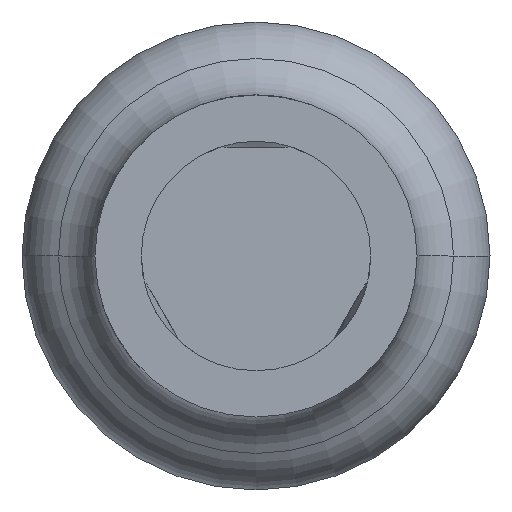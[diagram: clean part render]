
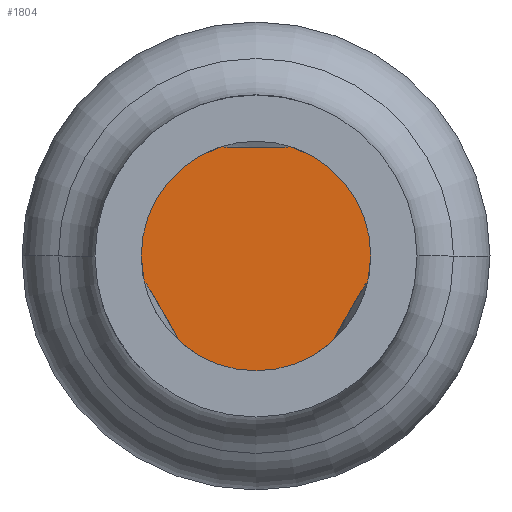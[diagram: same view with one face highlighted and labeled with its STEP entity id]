
A CAD part, front view. The second image highlights one B-rep face of the part: STEP entity #1804.
In plain terms, the highlighted planar face has unit normal (0, -1, 0).
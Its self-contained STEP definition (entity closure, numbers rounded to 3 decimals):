
#279 = CARTESIAN_POINT ( 'NONE',  ( 0., -24.7, 0. ) ) ;
#751 = DIRECTION ( 'NONE',  ( 0., 1., 0. ) ) ;
#1195 = FACE_OUTER_BOUND ( 'NONE', #5974, .T. ) ;
#1263 = AXIS2_PLACEMENT_3D ( 'NONE', #5723, #1289, #4746 ) ;
#1289 = DIRECTION ( 'NONE',  ( 0., 1., 0. ) ) ;
#1577 = DIRECTION ( 'NONE',  ( 1., 0., 0. ) ) ;
#1602 = DIRECTION ( 'NONE',  ( 0., 1., 0. ) ) ;
#1804 = ADVANCED_FACE ( 'Defeature ausgef�hrt1_42', ( #1195 ), #3774, .F. ) ;
#1817 = ORIENTED_EDGE ( 'NONE', *, *, #4987, .F. ) ;
#2643 = ORIENTED_EDGE ( 'NONE', *, *, #3829, .F. ) ;
#3774 = PLANE ( 'NONE',  #3890 ) ;
#3829 = EDGE_CURVE ( 'Defeature ausgef�hrt1_0+Defeature ausgef�hrt1_42+Defeature ausgef�hrt1_42+Defeature ausgef�hrt1_42', #5625, #4779, #5678, .T. ) ;
#3890 = AXIS2_PLACEMENT_3D ( 'NONE', #279, #751, #4212 ) ;
#4212 = DIRECTION ( 'NONE',  ( -1., 0., 0. ) ) ;
#4746 = DIRECTION ( 'NONE',  ( 1., 0., 0. ) ) ;
#4779 = VERTEX_POINT ( 'NONE', #4990 ) ;
#4933 = CARTESIAN_POINT ( 'NONE',  ( -0.513, -24.7, 0. ) ) ;
#4987 = EDGE_CURVE ( 'Defeature ausgef�hrt1_0+Defeature ausgef�hrt1_42+Defeature ausgef�hrt1_42+Defeature ausgef�hrt1_42', #4779, #5625, #5281, .T. ) ;
#4990 = CARTESIAN_POINT ( 'NONE',  ( 0.513, -24.7, 0. ) ) ;
#5201 = AXIS2_PLACEMENT_3D ( 'NONE', #6084, #1602, #1577 ) ;
#5281 = CIRCLE ( 'NONE', #5201, 0.513 ) ;
#5625 = VERTEX_POINT ( 'NONE', #4933 ) ;
#5678 = CIRCLE ( 'NONE', #1263, 0.513 ) ;
#5723 = CARTESIAN_POINT ( 'NONE',  ( 0., -24.7, 0. ) ) ;
#5974 = EDGE_LOOP ( 'NONE', ( #2643, #1817 ) ) ;
#6084 = CARTESIAN_POINT ( 'NONE',  ( 0., -24.7, 0. ) ) ;
